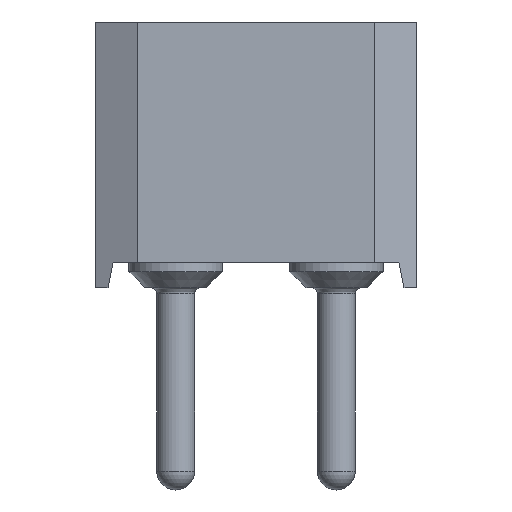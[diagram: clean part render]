
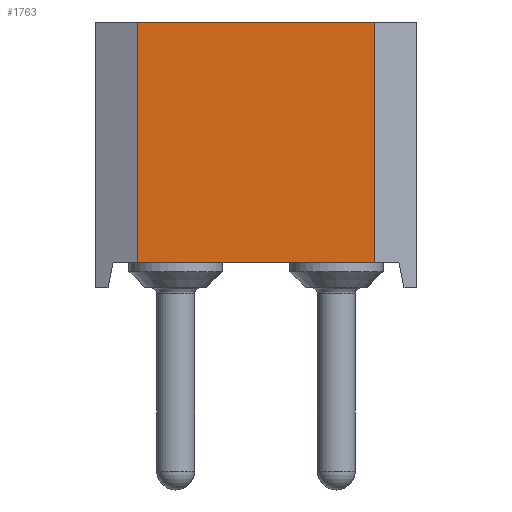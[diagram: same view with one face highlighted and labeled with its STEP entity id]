
A CAD part, left-side view. The second image highlights one B-rep face of the part: STEP entity #1763.
In plain terms, the highlighted planar face has unit normal (-1, 0, 0).
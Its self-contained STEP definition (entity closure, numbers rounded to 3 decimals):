
#1194=CARTESIAN_POINT('',(-6.35,0.605,4.2));
#1195=VERTEX_POINT('',#1194);
#1202=CARTESIAN_POINT('',(-6.35,-3.145,4.2));
#1203=VERTEX_POINT('',#1202);
#1204=CARTESIAN_POINT('',(-6.35,0.605,4.2));
#1205=DIRECTION('',(0.,-1.,0.));
#1206=VECTOR('',#1205,3.75);
#1207=LINE('',#1204,#1206);
#1208=EDGE_CURVE('',#1195,#1203,#1207,.T.);
#1496=CARTESIAN_POINT('',(-6.35,-3.145,0.4));
#1497=VERTEX_POINT('',#1496);
#1504=CARTESIAN_POINT('',(-6.35,0.605,0.4));
#1505=VERTEX_POINT('',#1504);
#1506=CARTESIAN_POINT('',(-6.35,-3.145,0.4));
#1507=DIRECTION('',(0.,1.,0.));
#1508=VECTOR('',#1507,3.75);
#1509=LINE('',#1506,#1508);
#1510=EDGE_CURVE('',#1497,#1505,#1509,.T.);
#1738=CARTESIAN_POINT('',(-6.35,0.605,0.4));
#1739=DIRECTION('',(0.,0.,1.));
#1740=VECTOR('',#1739,3.8);
#1741=LINE('',#1738,#1740);
#1742=EDGE_CURVE('',#1505,#1195,#1741,.T.);
#1747=CARTESIAN_POINT('',(-6.35,-21.999,-0.231));
#1748=DIRECTION('',(0.,-1.,0.));
#1749=DIRECTION('',(-1.,0.,0.));
#1750=AXIS2_PLACEMENT_3D('',#1747,#1749,#1748);
#1751=PLANE('',#1750);
#1752=ORIENTED_EDGE('',*,*,#1742,.F.);
#1753=ORIENTED_EDGE('',*,*,#1510,.F.);
#1754=CARTESIAN_POINT('',(-6.35,-3.145,0.4));
#1755=DIRECTION('',(0.,0.,1.));
#1756=VECTOR('',#1755,3.8);
#1757=LINE('',#1754,#1756);
#1758=EDGE_CURVE('',#1497,#1203,#1757,.T.);
#1759=ORIENTED_EDGE('',*,*,#1758,.T.);
#1760=ORIENTED_EDGE('',*,*,#1208,.F.);
#1761=EDGE_LOOP('',(#1752,#1753,#1759,#1760));
#1762=FACE_OUTER_BOUND('',#1761,.T.);
#1763=ADVANCED_FACE('',(#1762),#1751,.T.);
